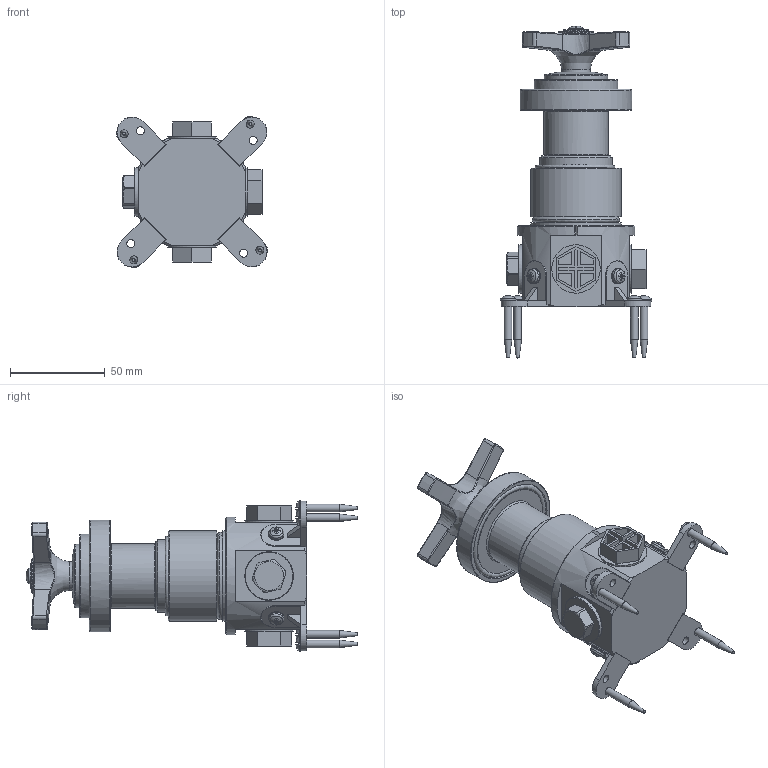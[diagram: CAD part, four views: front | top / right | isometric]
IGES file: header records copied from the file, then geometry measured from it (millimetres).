
Global section: file name: V768-TXF; native system: Autodesk Inventor 2018; preprocessor: unknown; author: adaniels; date: 20171003.144756; units: millimetre
Bounding box: 79.56 x 174.83 x 79.54 mm (x, y, z)
Volume: 246597.7 mm3; surface area: 116815.9 mm2
Topology: 42 solids, 42 shells, 1664 faces, 4452 edges, 2981 vertices
Faces by surface type: bspline 1664
